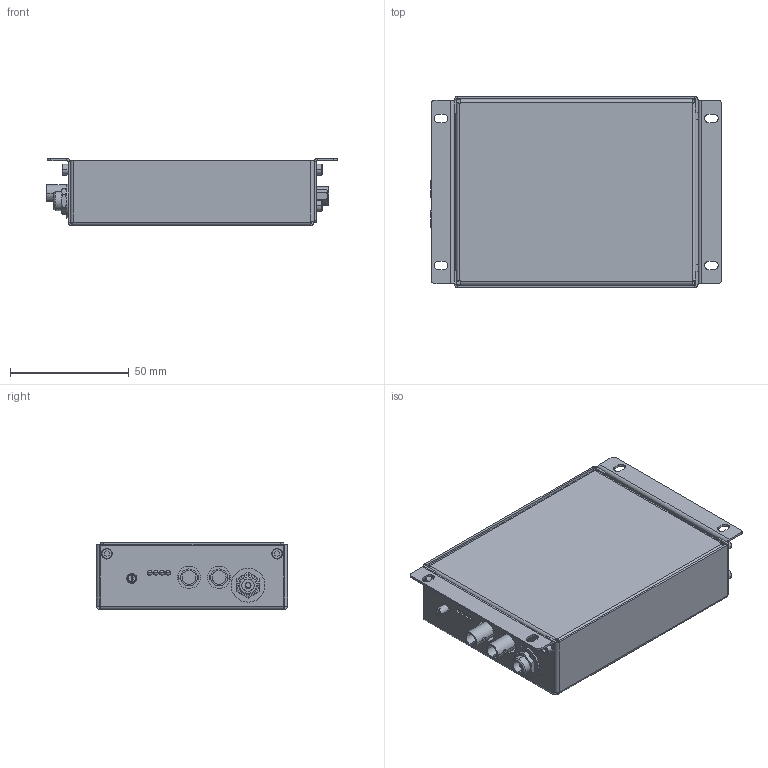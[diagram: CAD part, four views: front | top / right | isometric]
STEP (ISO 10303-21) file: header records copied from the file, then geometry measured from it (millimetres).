
FILE_DESCRIPTION (( 'STEP AP214' ), '1' );
FILE_NAME ('88201340-M10.STEP', '2009-06-23T14:24:33', ( ' ' ), ( ' ' ), 'SwSTEP 2.0', 'SolidWorks 2008', '' );
FILE_SCHEMA (( 'AUTOMOTIVE_DESIGN' ));
Length unit declared in the file: millimetre
Products named in the file (1): 88201340-M10
Bounding box: 122.57 x 80.54 x 28.21 mm (x, y, z)
Volume: 48191.7 mm3; surface area: 84212.2 mm2
Topology: 20 solids, 20 shells, 1322 faces, 3155 edges, 2002 vertices
Faces by surface type: plane 722, cylinder 479, cone 105, bspline 8, sphere 8
Entity records: 53423 total; most frequent: CARTESIAN_POINT 7220, DIRECTION 6719, ORIENTED_EDGE 6294, EDGE_CURVE 3147, AXIS2_PLACEMENT_3D 2335, VECTOR 2049, LINE 2049, VERTEX_POINT 2002
